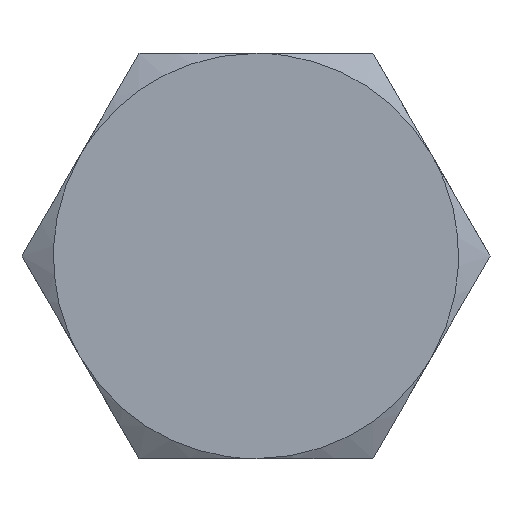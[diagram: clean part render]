
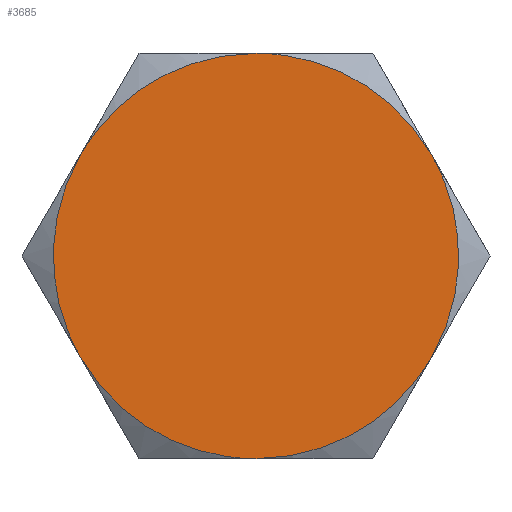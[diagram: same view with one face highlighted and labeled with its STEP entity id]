
A CAD part, left-side view. The second image highlights one B-rep face of the part: STEP entity #3685.
In plain terms, the highlighted free-form (B-spline) face has degree [1, 1] with [2, 2] control points.
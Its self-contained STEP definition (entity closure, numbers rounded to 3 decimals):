
#215 = VERTEX_POINT('',#216);
#216 = CARTESIAN_POINT('',(-42.767,0.,
    7.231));
#285 = VERTEX_POINT('',#286);
#286 = CARTESIAN_POINT('',(-42.767,-6.262,3.616
    ));
#347 = VERTEX_POINT('',#348);
#348 = CARTESIAN_POINT('',(-42.767,-6.262,
    -3.616));
#409 = VERTEX_POINT('',#410);
#410 = CARTESIAN_POINT('',(-42.767,0.,
    -7.231));
#471 = VERTEX_POINT('',#472);
#472 = CARTESIAN_POINT('',(-42.767,6.262,-3.616
    ));
#531 = VERTEX_POINT('',#532);
#532 = CARTESIAN_POINT('',(-42.767,6.262,3.616)
  );
#3582 = EDGE_CURVE('',#531,#471,#3583,.T.);
#3583 = ( BOUNDED_CURVE() B_SPLINE_CURVE(2,(#3584,#3585,#3586),
.UNSPECIFIED.,.F.,.F.) B_SPLINE_CURVE_WITH_KNOTS((3,3),(1.047,
2.094),.PIECEWISE_BEZIER_KNOTS.) CURVE() 
GEOMETRIC_REPRESENTATION_ITEM() RATIONAL_B_SPLINE_CURVE((1.,
0.866,1.)) REPRESENTATION_ITEM('') );
#3584 = CARTESIAN_POINT('',(-42.767,6.262,3.616
    ));
#3585 = CARTESIAN_POINT('',(-42.767,8.35,
    0.));
#3586 = CARTESIAN_POINT('',(-42.767,6.262,
    -3.616));
#3601 = EDGE_CURVE('',#215,#531,#3602,.T.);
#3602 = ( BOUNDED_CURVE() B_SPLINE_CURVE(2,(#3603,#3604,#3605),
.UNSPECIFIED.,.F.,.F.) B_SPLINE_CURVE_WITH_KNOTS((3,3),(0.,
1.047),.PIECEWISE_BEZIER_KNOTS.) CURVE() 
GEOMETRIC_REPRESENTATION_ITEM() RATIONAL_B_SPLINE_CURVE((1.,
0.866,1.)) REPRESENTATION_ITEM('') );
#3603 = CARTESIAN_POINT('',(-42.767,0.,7.231));
#3604 = CARTESIAN_POINT('',(-42.767,4.175,
    7.231));
#3605 = CARTESIAN_POINT('',(-42.767,6.262,3.616
    ));
#3618 = EDGE_CURVE('',#471,#409,#3619,.T.);
#3619 = ( BOUNDED_CURVE() B_SPLINE_CURVE(2,(#3620,#3621,#3622),
.UNSPECIFIED.,.F.,.F.) B_SPLINE_CURVE_WITH_KNOTS((3,3),(2.094,
3.142),.PIECEWISE_BEZIER_KNOTS.) CURVE() 
GEOMETRIC_REPRESENTATION_ITEM() RATIONAL_B_SPLINE_CURVE((1.,
0.866,1.)) REPRESENTATION_ITEM('') );
#3620 = CARTESIAN_POINT('',(-42.767,6.262,
    -3.616));
#3621 = CARTESIAN_POINT('',(-42.767,4.175,
    -7.231));
#3622 = CARTESIAN_POINT('',(-42.767,0.,
    -7.231));
#3636 = EDGE_CURVE('',#409,#347,#3637,.T.);
#3637 = ( BOUNDED_CURVE() B_SPLINE_CURVE(2,(#3638,#3639,#3640),
.UNSPECIFIED.,.F.,.F.) B_SPLINE_CURVE_WITH_KNOTS((3,3),(3.142,
4.189),.PIECEWISE_BEZIER_KNOTS.) CURVE() 
GEOMETRIC_REPRESENTATION_ITEM() RATIONAL_B_SPLINE_CURVE((1.,
0.866,1.)) REPRESENTATION_ITEM('') );
#3638 = CARTESIAN_POINT('',(-42.767,0.,
    -7.231));
#3639 = CARTESIAN_POINT('',(-42.767,-4.175,
    -7.231));
#3640 = CARTESIAN_POINT('',(-42.767,-6.262,
    -3.616));
#3655 = EDGE_CURVE('',#347,#285,#3656,.T.);
#3656 = ( BOUNDED_CURVE() B_SPLINE_CURVE(2,(#3657,#3658,#3659),
.UNSPECIFIED.,.F.,.F.) B_SPLINE_CURVE_WITH_KNOTS((3,3),(4.189,
5.236),.PIECEWISE_BEZIER_KNOTS.) CURVE() 
GEOMETRIC_REPRESENTATION_ITEM() RATIONAL_B_SPLINE_CURVE((1.,
0.866,1.)) REPRESENTATION_ITEM('') );
#3657 = CARTESIAN_POINT('',(-42.767,-6.262,
    -3.616));
#3658 = CARTESIAN_POINT('',(-42.767,-8.35,
    0.));
#3659 = CARTESIAN_POINT('',(-42.767,-6.262,
    3.616));
#3673 = EDGE_CURVE('',#285,#215,#3674,.T.);
#3674 = ( BOUNDED_CURVE() B_SPLINE_CURVE(2,(#3675,#3676,#3677),
.UNSPECIFIED.,.F.,.F.) B_SPLINE_CURVE_WITH_KNOTS((3,3),(5.236,
6.283),.PIECEWISE_BEZIER_KNOTS.) CURVE() 
GEOMETRIC_REPRESENTATION_ITEM() RATIONAL_B_SPLINE_CURVE((1.,
0.866,1.)) REPRESENTATION_ITEM('') );
#3675 = CARTESIAN_POINT('',(-42.767,-6.262,
    3.616));
#3676 = CARTESIAN_POINT('',(-42.767,-4.175,
    7.231));
#3677 = CARTESIAN_POINT('',(-42.767,0.,
    7.231));
#3685 = ADVANCED_FACE('',(#3686),#3694,.T.);
#3686 = FACE_BOUND('',#3687,.T.);
#3687 = EDGE_LOOP('',(#3688,#3689,#3690,#3691,#3692,#3693));
#3688 = ORIENTED_EDGE('',*,*,#3673,.T.);
#3689 = ORIENTED_EDGE('',*,*,#3601,.T.);
#3690 = ORIENTED_EDGE('',*,*,#3582,.T.);
#3691 = ORIENTED_EDGE('',*,*,#3618,.T.);
#3692 = ORIENTED_EDGE('',*,*,#3636,.T.);
#3693 = ORIENTED_EDGE('',*,*,#3655,.T.);
#3694 = B_SPLINE_SURFACE_WITH_KNOTS('',1,1,(
    (#3695,#3696)
    ,(#3697,#3698
    )),.UNSPECIFIED.,.F.,.F.,.F.,(2,2),(2,2),(-7.,7.),(-7.,7.),
  .PIECEWISE_BEZIER_KNOTS.);
#3695 = CARTESIAN_POINT('',(-42.767,-7.231,
    -7.231));
#3696 = CARTESIAN_POINT('',(-42.767,7.231,
    -7.231));
#3697 = CARTESIAN_POINT('',(-42.767,-7.231,
    7.231));
#3698 = CARTESIAN_POINT('',(-42.767,7.231,
    7.231));
